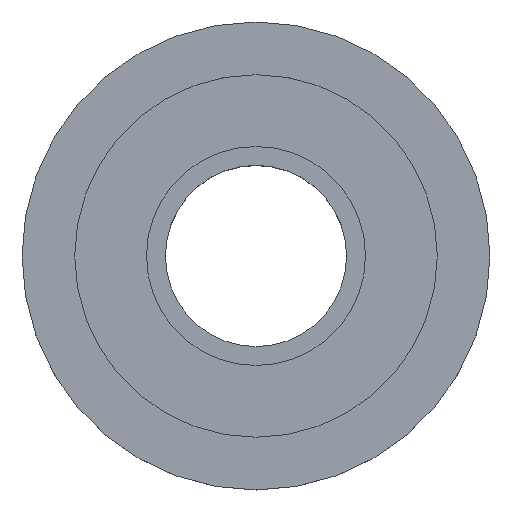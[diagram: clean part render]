
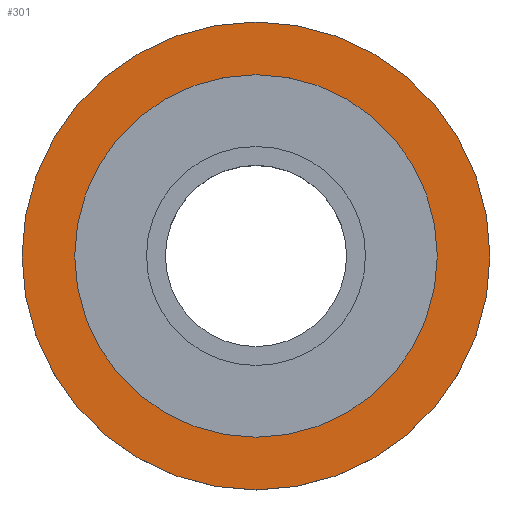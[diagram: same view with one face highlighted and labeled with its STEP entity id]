
A CAD part, top view. The second image highlights one B-rep face of the part: STEP entity #301.
In plain terms, the highlighted planar face has unit normal (0, 0, 1).
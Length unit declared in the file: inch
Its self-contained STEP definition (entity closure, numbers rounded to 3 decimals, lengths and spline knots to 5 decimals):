
#20 = AXIS2_PLACEMENT_3D ( 'NONE', #475, #476, #477 ) ;
#42 = VERTEX_POINT ( 'NONE', #98 ) ;
#45 = VERTEX_POINT ( 'NONE', #92 ) ;
#46 = VERTEX_POINT ( 'NONE', #93 ) ;
#49 = VERTEX_POINT ( 'NONE', #101 ) ;
#66 = AXIS2_PLACEMENT_3D ( 'NONE', #567, #568, #569 ) ;
#92 = CARTESIAN_POINT ( 'NONE',  ( 0.484, 0., 0.1406 ) ) ;
#93 = CARTESIAN_POINT ( 'NONE',  ( 0.375, 0., 0.1406 ) ) ;
#98 = CARTESIAN_POINT ( 'NONE',  ( -0.484, 0., 0.1406 ) ) ;
#101 = CARTESIAN_POINT ( 'NONE',  ( -0.375, 0., 0.1406 ) ) ;
#156 = EDGE_LOOP ( 'NONE', ( #246, #248 ) ) ;
#160 = EDGE_LOOP ( 'NONE', ( #243, #244 ) ) ;
#243 = ORIENTED_EDGE ( 'NONE', *, *, #379, .F. ) ;
#244 = ORIENTED_EDGE ( 'NONE', *, *, #310, .F. ) ;
#246 = ORIENTED_EDGE ( 'NONE', *, *, #311, .T. ) ;
#248 = ORIENTED_EDGE ( 'NONE', *, *, #383, .T. ) ;
#282 = FACE_OUTER_BOUND ( 'NONE', #160, .T. ) ;
#301 = ADVANCED_FACE ( 'NONE', ( #282, #472 ), #473, .F. ) ;
#310 = EDGE_CURVE ( 'NONE', #45, #42, #618, .T. ) ;
#311 = EDGE_CURVE ( 'NONE', #49, #46, #632, .T. ) ;
#379 = EDGE_CURVE ( 'NONE', #42, #45, #536, .T. ) ;
#383 = EDGE_CURVE ( 'NONE', #46, #49, #600, .T. ) ;
#416 = CARTESIAN_POINT ( 'NONE',  ( 0., 0., 0.1406 ) ) ;
#417 = DIRECTION ( 'NONE',  ( 0., 0., -1. ) ) ;
#418 = DIRECTION ( 'NONE',  ( -1., 0., 0. ) ) ;
#419 = CARTESIAN_POINT ( 'NONE',  ( 0., 0., 0.1406 ) ) ;
#420 = DIRECTION ( 'NONE',  ( 0., 0., -1. ) ) ;
#421 = DIRECTION ( 'NONE',  ( -1., 0., 0. ) ) ;
#472 = FACE_BOUND ( 'NONE', #156, .T. ) ;
#473 = PLANE ( 'NONE',  #20 ) ;
#475 = CARTESIAN_POINT ( 'NONE',  ( 0.375, 0., 0.1406 ) ) ;
#476 = DIRECTION ( 'NONE',  ( 0., 0., -1. ) ) ;
#477 = DIRECTION ( 'NONE',  ( -1., 0., 0. ) ) ;
#536 = CIRCLE ( 'NONE', #66, 0.484 ) ;
#567 = CARTESIAN_POINT ( 'NONE',  ( 0., 0., 0.1406 ) ) ;
#568 = DIRECTION ( 'NONE',  ( 0., 0., -1. ) ) ;
#569 = DIRECTION ( 'NONE',  ( -1., 0., 0. ) ) ;
#578 = CARTESIAN_POINT ( 'NONE',  ( 0., 0., 0.1406 ) ) ;
#579 = DIRECTION ( 'NONE',  ( 0., 0., -1. ) ) ;
#580 = DIRECTION ( 'NONE',  ( -1., 0., 0. ) ) ;
#600 = CIRCLE ( 'NONE', #639, 0.375 ) ;
#613 = AXIS2_PLACEMENT_3D ( 'NONE', #416, #417, #418 ) ;
#618 = CIRCLE ( 'NONE', #613, 0.484 ) ;
#628 = AXIS2_PLACEMENT_3D ( 'NONE', #419, #420, #421 ) ;
#632 = CIRCLE ( 'NONE', #628, 0.375 ) ;
#639 = AXIS2_PLACEMENT_3D ( 'NONE', #578, #579, #580 ) ;
